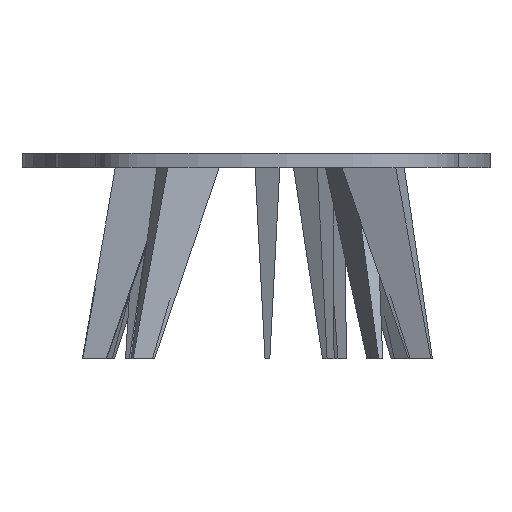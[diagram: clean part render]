
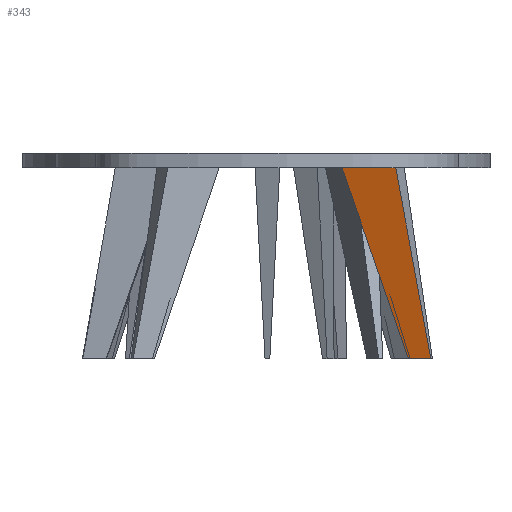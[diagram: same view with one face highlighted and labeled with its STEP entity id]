
A CAD part, left-side view. The second image highlights one B-rep face of the part: STEP entity #343.
In plain terms, the highlighted free-form (B-spline) face has degree [1, 1] with [2, 2] control points.
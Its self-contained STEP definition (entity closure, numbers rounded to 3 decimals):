
#343=ADVANCED_FACE($,(#485),#1679,.T.);
#485=FACE_OUTER_BOUND($,#637,.T.);
#637=EDGE_LOOP($,(#1138,#1139,#1140,#1141));
#1138=ORIENTED_EDGE($,*,*,#1410,.F.);
#1139=ORIENTED_EDGE($,*,*,#1409,.F.);
#1140=ORIENTED_EDGE($,*,*,#1406,.F.);
#1141=ORIENTED_EDGE($,*,*,#1408,.F.);
#1406=EDGE_CURVE($,#1583,#1582,#1840,.T.);
#1408=EDGE_CURVE($,#1584,#1583,#1842,.T.);
#1409=EDGE_CURVE($,#1582,#1585,#1843,.T.);
#1410=EDGE_CURVE($,#1585,#1584,#1844,.T.);
#1582=VERTEX_POINT($,#4786);
#1583=VERTEX_POINT($,#4787);
#1584=VERTEX_POINT($,#4788);
#1585=VERTEX_POINT($,#4789);
#1679=B_SPLINE_SURFACE_WITH_KNOTS($,1,1,((#4764,#4765),(#4766,#4767)),.UNSPECIFIED.,
.F.,.F.,.F.,(2,2),(2,2),(0.,424.488),(0.,120.),.UNSPECIFIED.);
#1840=B_SPLINE_CURVE_WITH_KNOTS($,1,(#4740,#4741),.UNSPECIFIED.,.F.,.F.,
(2,2),(0.,406.704),.UNSPECIFIED.);
#1842=B_SPLINE_CURVE_WITH_KNOTS($,1,(#4744,#4745),.UNSPECIFIED.,.F.,.F.,
(2,2),(0.,120.),.UNSPECIFIED.);
#1843=B_SPLINE_CURVE_WITH_KNOTS($,1,(#4746,#4747),.UNSPECIFIED.,.F.,.F.,
(2,2),(-120.,0.),.UNSPECIFIED.);
#1844=B_SPLINE_CURVE_WITH_KNOTS($,1,(#4748,#4749),.UNSPECIFIED.,.F.,.F.,
(2,2),(-424.488,0.),.UNSPECIFIED.);
#4740=CARTESIAN_POINT($,(53758.508,-40219.694,300.));
#4741=CARTESIAN_POINT($,(53754.27,-40293.162,-99.991));
#4744=CARTESIAN_POINT($,(53799.318,-40106.846,300.));
#4745=CARTESIAN_POINT($,(53758.508,-40219.694,300.));
#4746=CARTESIAN_POINT($,(53754.27,-40293.162,-99.991));
#4747=CARTESIAN_POINT($,(53771.274,-40246.143,-100.));
#4748=CARTESIAN_POINT($,(53771.274,-40246.143,-100.));
#4749=CARTESIAN_POINT($,(53799.318,-40106.846,300.));
#4764=CARTESIAN_POINT($,(53799.318,-40106.846,300.));
#4765=CARTESIAN_POINT($,(53758.508,-40219.694,300.));
#4766=CARTESIAN_POINT($,(53771.274,-40246.143,-100.));
#4767=CARTESIAN_POINT($,(53754.27,-40293.162,-99.991));
#4786=CARTESIAN_POINT($,(53754.27,-40293.162,-99.991));
#4787=CARTESIAN_POINT($,(53758.508,-40219.694,300.));
#4788=CARTESIAN_POINT($,(53799.318,-40106.846,300.));
#4789=CARTESIAN_POINT($,(53771.274,-40246.143,-100.));
